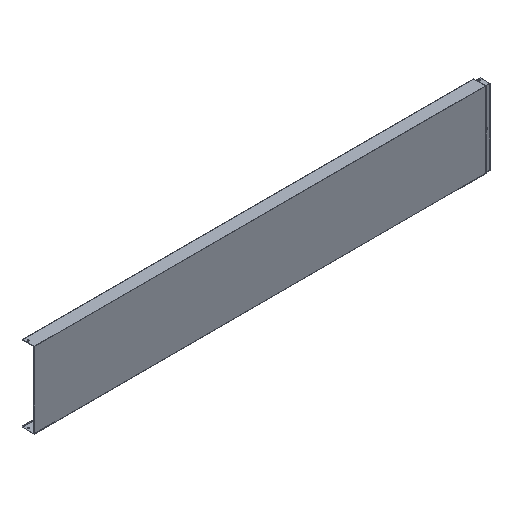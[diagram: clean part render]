
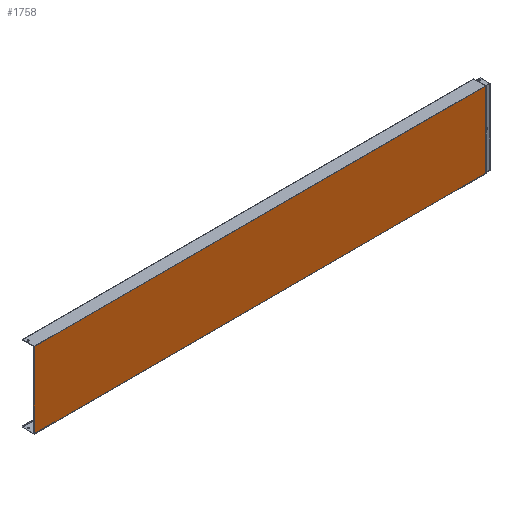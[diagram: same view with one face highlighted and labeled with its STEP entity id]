
A CAD part, isometric view. The second image highlights one B-rep face of the part: STEP entity #1758.
In plain terms, the highlighted planar face has unit normal (0, -1, 0).
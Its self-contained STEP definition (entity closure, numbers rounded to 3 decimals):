
#60 = EDGE_LOOP ( 'NONE', ( #934, #703, #95, #1108 ) ) ;
#66 = CARTESIAN_POINT ( 'NONE',  ( -2970., 0., 250. ) ) ;
#95 = ORIENTED_EDGE ( 'NONE', *, *, #1304, .T. ) ;
#149 = VERTEX_POINT ( 'NONE', #167 ) ;
#167 = CARTESIAN_POINT ( 'NONE',  ( 2.857, 0., 250. ) ) ;
#233 = CARTESIAN_POINT ( 'NONE',  ( -2970., 0., -250. ) ) ;
#364 = CARTESIAN_POINT ( 'NONE',  ( -2970., 0., 250. ) ) ;
#399 = CARTESIAN_POINT ( 'NONE',  ( 500.001, 0., 250. ) ) ;
#505 = DIRECTION ( 'NONE',  ( 0., -1., 0. ) ) ;
#523 = VECTOR ( 'NONE', #1643, 1000. ) ;
#656 = VERTEX_POINT ( 'NONE', #66 ) ;
#703 = ORIENTED_EDGE ( 'NONE', *, *, #1009, .T. ) ;
#714 = VECTOR ( 'NONE', #949, 1000. ) ;
#814 = LINE ( 'NONE', #886, #914 ) ;
#886 = CARTESIAN_POINT ( 'NONE',  ( 500.001, 0., -250. ) ) ;
#890 = VECTOR ( 'NONE', #904, 1000. ) ;
#904 = DIRECTION ( 'NONE',  ( 0., 0., -1. ) ) ;
#914 = VECTOR ( 'NONE', #1024, 1000. ) ;
#934 = ORIENTED_EDGE ( 'NONE', *, *, #1581, .F. ) ;
#935 = FACE_OUTER_BOUND ( 'NONE', #60, .T. ) ;
#945 = VERTEX_POINT ( 'NONE', #233 ) ;
#949 = DIRECTION ( 'NONE',  ( 0., 0., 1. ) ) ;
#1009 = EDGE_CURVE ( 'NONE', #1457, #149, #1190, .T. ) ;
#1024 = DIRECTION ( 'NONE',  ( -1., 0., 0. ) ) ;
#1027 = AXIS2_PLACEMENT_3D ( 'NONE', #364, #505, #1484 ) ;
#1108 = ORIENTED_EDGE ( 'NONE', *, *, #1627, .T. ) ;
#1161 = LINE ( 'NONE', #1314, #890 ) ;
#1190 = LINE ( 'NONE', #1750, #714 ) ;
#1289 = CARTESIAN_POINT ( 'NONE',  ( 2.857, 0., -250. ) ) ;
#1304 = EDGE_CURVE ( 'NONE', #149, #656, #1611, .T. ) ;
#1314 = CARTESIAN_POINT ( 'NONE',  ( -2970., 0., 250. ) ) ;
#1345 = PLANE ( 'NONE',  #1027 ) ;
#1457 = VERTEX_POINT ( 'NONE', #1289 ) ;
#1484 = DIRECTION ( 'NONE',  ( 0., 0., -1. ) ) ;
#1581 = EDGE_CURVE ( 'NONE', #1457, #945, #814, .T. ) ;
#1611 = LINE ( 'NONE', #399, #523 ) ;
#1627 = EDGE_CURVE ( 'NONE', #656, #945, #1161, .T. ) ;
#1643 = DIRECTION ( 'NONE',  ( -1., 0., 0. ) ) ;
#1750 = CARTESIAN_POINT ( 'NONE',  ( 2.857, 0., -250. ) ) ;
#1758 = ADVANCED_FACE ( 'NONE', ( #935 ), #1345, .T. ) ;
